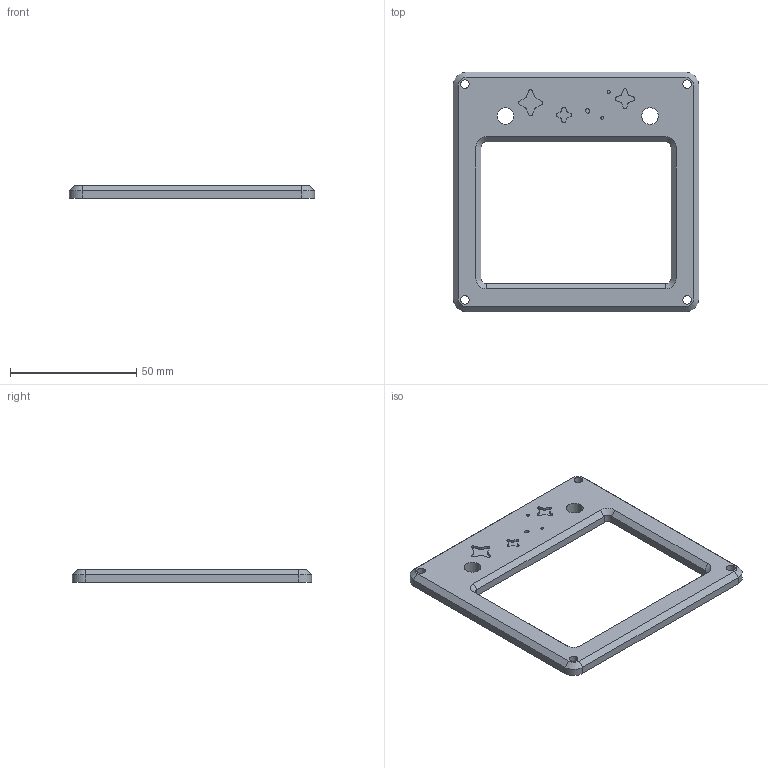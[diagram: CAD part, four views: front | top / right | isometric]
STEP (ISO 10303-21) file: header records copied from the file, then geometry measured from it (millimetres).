
FILE_DESCRIPTION(/* description */ ('','CAx-IF Rec.Pracs.---Representation and Presentation of Product Manufacturing Information (PMI)---4.0---2014-10-13'),/* implementation_level */ '2;1');
FILE_NAME(/* name */ 'top.step',/* time_stamp */ '2025-02-19T20:28:45-08:00',/* author */ (''),/* organization */ (''),/* preprocessor_version */ 'ST-DEVELOPER v20',/* originating_system */ 'Autodesk Translation Framework v13.20.0.188',/* authorisation */ '');
FILE_SCHEMA (('AP242_MANAGED_MODEL_BASED_3D_ENGINEERING_MIM_LF { 1 0 10303 442 1 1 4 }'));
Length unit declared in the file: millimetre
Products named in the file (2): kalpad case; kalpad case cover
Assembly tree (1 placements, depth 2):
  kalpad case
    kalpad case cover
Bounding box: 96.96 x 94.58 x 5 mm (x, y, z)
Volume: 22800.3 mm3; surface area: 12595.7 mm2
Topology: 1 solids, 1 shells, 96 faces, 248 edges, 160 vertices
Faces by surface type: plane 48, cylinder 40, cone 8
Full cylindrical faces by diameter (mm): 1.062 x1, 1.237 x1, 1.682 x1, 3.4 x4, 6.6 x2
Entity records: 3020 total; most frequent: DIRECTION 534, CARTESIAN_POINT 507, ORIENTED_EDGE 496, EDGE_CURVE 248, AXIS2_PLACEMENT_3D 187, LINE 160, VECTOR 160, VERTEX_POINT 160
